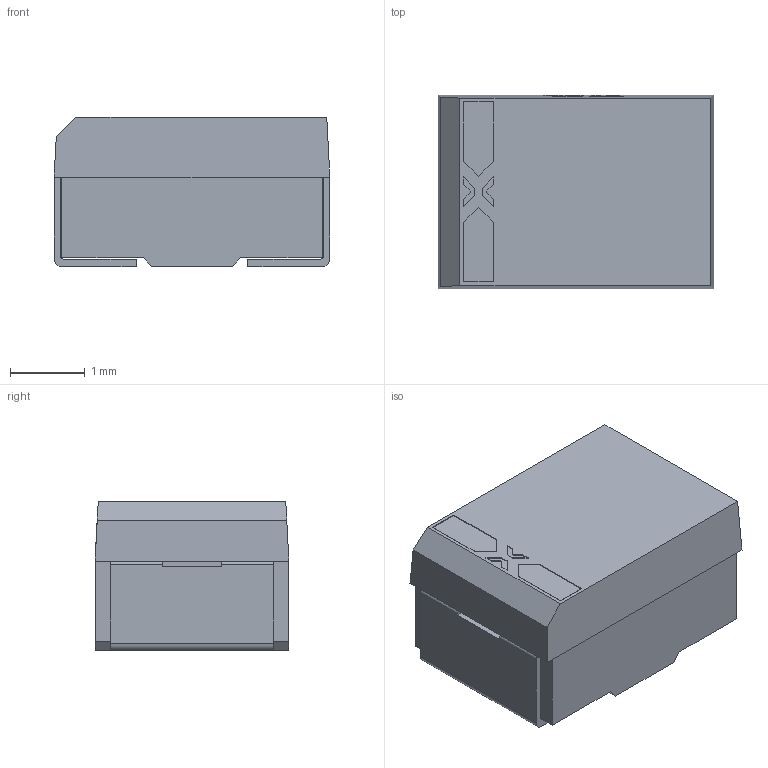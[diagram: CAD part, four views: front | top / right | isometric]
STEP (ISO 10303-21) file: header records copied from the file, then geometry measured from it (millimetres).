
FILE_DESCRIPTION (( 'STEP AP214' ), '1' );
FILE_NAME ('CAP-SMD_L3.5-W2.8-FD.step', '2022-07-01T06:36:53', ( '' ), ( '' ), 'SwSTEP 2.0', 'SolidWorks 2020', '' );
FILE_SCHEMA (( 'AUTOMOTIVE_DESIGN' ));
Length unit declared in the file: millimetre
Products named in the file (1): CAP-SMD_L3.5-W2.8-FD
Bounding box: 3.7 x 2.6 x 2 mm (x, y, z)
Volume: 18.5 mm3; surface area: 62.6 mm2
Topology: 3 solids, 3 shells, 303 faces, 818 edges, 544 vertices
Faces by surface type: plane 197, bspline 98, cylinder 8
Entity records: 13313 total; most frequent: CARTESIAN_POINT 2972, ORIENTED_EDGE 1636, DIRECTION 1046, EDGE_CURVE 818, VECTOR 602, LINE 602, VERTEX_POINT 544, EDGE_LOOP 326
